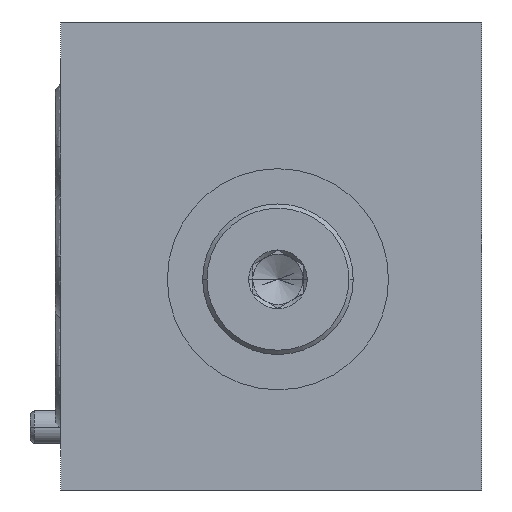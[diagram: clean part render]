
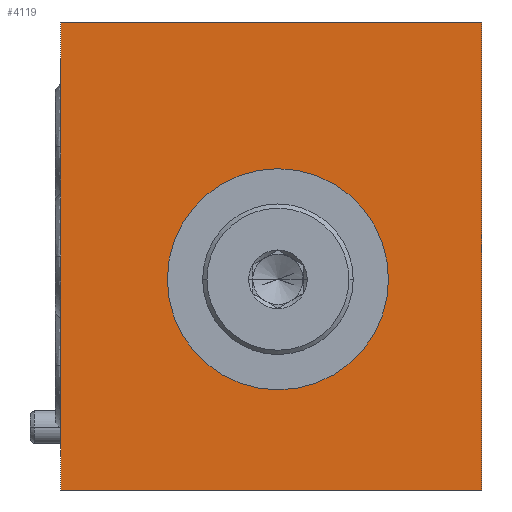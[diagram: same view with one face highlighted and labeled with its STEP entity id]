
A CAD part, left-side view. The second image highlights one B-rep face of the part: STEP entity #4119.
In plain terms, the highlighted planar face has unit normal (-1, 0, 0).
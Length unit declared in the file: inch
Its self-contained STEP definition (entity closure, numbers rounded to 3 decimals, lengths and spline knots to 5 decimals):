
#9=DIRECTION('',(0.,-1.,0.));
#10=VECTOR('',#9,1.575);
#11=CARTESIAN_POINT('',(0.,0.,0.));
#12=LINE('',#11,#10);
#1016=DIRECTION('',(0.,0.,1.));
#1017=VECTOR('',#1016,1.75);
#1018=CARTESIAN_POINT('',(0.,0.,0.));
#1019=LINE('',#1018,#1017);
#1020=CARTESIAN_POINT('',(0.,-0.812,0.788));
#1021=DIRECTION('',(1.,0.,0.));
#1022=DIRECTION('',(0.,0.,-1.));
#1023=AXIS2_PLACEMENT_3D('',#1020,#1021,#1022);
#1025=CARTESIAN_POINT('',(0.,-0.812,0.788));
#1026=DIRECTION('',(1.,0.,0.));
#1027=DIRECTION('',(0.,0.,1.));
#1028=AXIS2_PLACEMENT_3D('',#1025,#1026,#1027);
#1132=DIRECTION('',(0.,-1.,0.));
#1133=VECTOR('',#1132,1.575);
#1134=CARTESIAN_POINT('',(0.,0.,1.75));
#1135=LINE('',#1134,#1133);
#1530=DIRECTION('',(0.,0.,1.));
#1531=VECTOR('',#1530,1.75);
#1532=CARTESIAN_POINT('',(0.,-1.575,0.));
#1533=LINE('',#1532,#1531);
#3031=CARTESIAN_POINT('',(0.,0.,0.));
#3032=CARTESIAN_POINT('',(0.,-1.575,0.));
#3033=VERTEX_POINT('',#3031);
#3034=VERTEX_POINT('',#3032);
#3035=CARTESIAN_POINT('',(0.,0.,1.75));
#3036=CARTESIAN_POINT('',(0.,-1.575,1.75));
#3037=VERTEX_POINT('',#3035);
#3038=VERTEX_POINT('',#3036);
#3039=CARTESIAN_POINT('',(0.,-0.812,0.3745));
#3041=VERTEX_POINT('',#3039);
#3043=CARTESIAN_POINT('',(0.,-0.812,1.2015));
#3045=VERTEX_POINT('',#3043);
#4101=CARTESIAN_POINT('',(0.,0.,0.));
#4102=DIRECTION('',(-1.,0.,0.));
#4103=DIRECTION('',(0.,-1.,0.));
#4104=AXIS2_PLACEMENT_3D('',#4101,#4102,#4103);
#4105=PLANE('',#4104);
#4106=ORIENTED_EDGE('',*,*,#3398,.F.);
#4108=ORIENTED_EDGE('',*,*,#4107,.T.);
#4110=ORIENTED_EDGE('',*,*,#4109,.T.);
#4112=ORIENTED_EDGE('',*,*,#4111,.F.);
#4113=EDGE_LOOP('',(#4106,#4108,#4110,#4112));
#4114=FACE_OUTER_BOUND('',#4113,.F.);
#4115=ORIENTED_EDGE('',*,*,#4094,.F.);
#4116=ORIENTED_EDGE('',*,*,#4083,.F.);
#4117=EDGE_LOOP('',(#4115,#4116));
#4118=FACE_BOUND('',#4117,.F.);
#4119=ADVANCED_FACE('',(#4114,#4118),#4105,.T.);
#1024=CIRCLE('',#1023,0.4135);
#1029=CIRCLE('',#1028,0.4135);
#3398=EDGE_CURVE('',#3033,#3034,#12,.T.);
#4083=EDGE_CURVE('',#3045,#3041,#1029,.T.);
#4094=EDGE_CURVE('',#3041,#3045,#1024,.T.);
#4107=EDGE_CURVE('',#3033,#3037,#1019,.T.);
#4109=EDGE_CURVE('',#3037,#3038,#1135,.T.);
#4111=EDGE_CURVE('',#3034,#3038,#1533,.T.);
